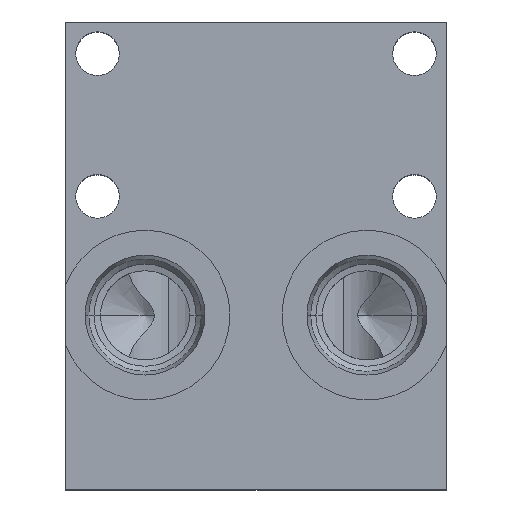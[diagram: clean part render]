
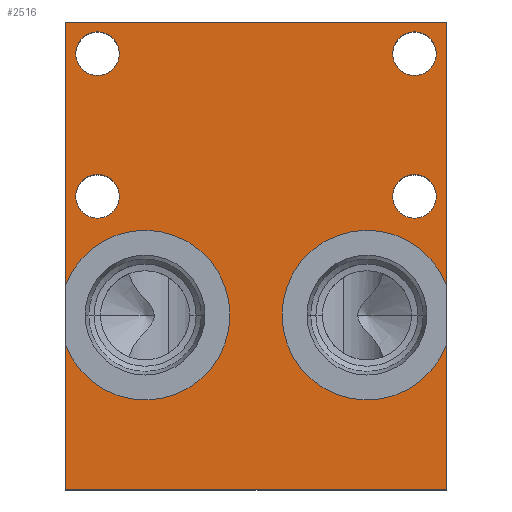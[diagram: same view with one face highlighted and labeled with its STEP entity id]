
A CAD part, top view. The second image highlights one B-rep face of the part: STEP entity #2516.
In plain terms, the highlighted planar face has unit normal (0, 0, 1).
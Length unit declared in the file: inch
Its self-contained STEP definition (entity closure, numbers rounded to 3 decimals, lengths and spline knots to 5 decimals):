
#93=CARTESIAN_POINT('',(0.625,-2.312,1.938));
#94=DIRECTION('',(0.,0.,-1.));
#95=DIRECTION('',(-0.934,0.358,0.));
#96=AXIS2_PLACEMENT_3D('',#93,#94,#95);
#103=DIRECTION('',(0.,1.,0.));
#104=VECTOR('',#103,1.13599);
#105=CARTESIAN_POINT('',(3.,-3.688,1.938));
#106=LINE('',#105,#104);
#107=DIRECTION('',(1.,0.,0.));
#108=VECTOR('',#107,3.);
#109=CARTESIAN_POINT('',(0.,-3.688,1.938));
#110=LINE('',#109,#108);
#111=DIRECTION('',(0.,-1.,0.));
#112=VECTOR('',#111,1.13599);
#113=CARTESIAN_POINT('',(0.,-2.55201,1.938));
#114=LINE('',#113,#112);
#115=DIRECTION('',(0.,-1.,0.));
#116=VECTOR('',#115,2.07199);
#117=CARTESIAN_POINT('',(0.,0.,1.938));
#118=LINE('',#117,#116);
#119=DIRECTION('',(-1.,0.,0.));
#120=VECTOR('',#119,3.);
#121=CARTESIAN_POINT('',(3.,0.,1.938));
#122=LINE('',#121,#120);
#123=DIRECTION('',(0.,1.,0.));
#124=VECTOR('',#123,2.07199);
#125=CARTESIAN_POINT('',(3.,-2.07199,1.938));
#126=LINE('',#125,#124);
#127=CARTESIAN_POINT('',(0.25,-0.25,1.938));
#128=DIRECTION('',(0.,0.,1.));
#129=DIRECTION('',(0.,1.,0.));
#130=AXIS2_PLACEMENT_3D('',#127,#128,#129);
#132=CARTESIAN_POINT('',(0.25,-0.25,1.938));
#133=DIRECTION('',(0.,0.,1.));
#134=DIRECTION('',(0.,-1.,0.));
#135=AXIS2_PLACEMENT_3D('',#132,#133,#134);
#137=CARTESIAN_POINT('',(2.75,-0.25,1.938));
#138=DIRECTION('',(0.,0.,1.));
#139=DIRECTION('',(0.,1.,0.));
#140=AXIS2_PLACEMENT_3D('',#137,#138,#139);
#142=CARTESIAN_POINT('',(2.75,-0.25,1.938));
#143=DIRECTION('',(0.,0.,1.));
#144=DIRECTION('',(0.,-1.,0.));
#145=AXIS2_PLACEMENT_3D('',#142,#143,#144);
#147=CARTESIAN_POINT('',(2.75,-1.375,1.938));
#148=DIRECTION('',(0.,0.,1.));
#149=DIRECTION('',(0.,1.,0.));
#150=AXIS2_PLACEMENT_3D('',#147,#148,#149);
#152=CARTESIAN_POINT('',(2.75,-1.375,1.938));
#153=DIRECTION('',(0.,0.,1.));
#154=DIRECTION('',(0.,-1.,0.));
#155=AXIS2_PLACEMENT_3D('',#152,#153,#154);
#157=CARTESIAN_POINT('',(0.25,-1.375,1.938));
#158=DIRECTION('',(0.,0.,1.));
#159=DIRECTION('',(0.,1.,0.));
#160=AXIS2_PLACEMENT_3D('',#157,#158,#159);
#162=CARTESIAN_POINT('',(0.25,-1.375,1.938));
#163=DIRECTION('',(0.,0.,1.));
#164=DIRECTION('',(0.,-1.,0.));
#165=AXIS2_PLACEMENT_3D('',#162,#163,#164);
#172=CARTESIAN_POINT('',(2.375,-2.312,1.938));
#173=DIRECTION('',(0.,0.,-1.));
#174=DIRECTION('',(0.934,-0.358,0.));
#175=AXIS2_PLACEMENT_3D('',#172,#173,#174);
#2113=CARTESIAN_POINT('',(0.,-3.688,1.938));
#2114=CARTESIAN_POINT('',(3.,-3.688,1.938));
#2115=VERTEX_POINT('',#2113);
#2116=VERTEX_POINT('',#2114);
#2117=CARTESIAN_POINT('',(3.,0.,1.938));
#2118=CARTESIAN_POINT('',(0.,0.,1.938));
#2119=VERTEX_POINT('',#2117);
#2120=VERTEX_POINT('',#2118);
#2141=CARTESIAN_POINT('',(0.,-2.07199,1.938));
#2142=VERTEX_POINT('',#2141);
#2143=CARTESIAN_POINT('',(0.,-2.55201,1.938));
#2144=VERTEX_POINT('',#2143);
#2173=CARTESIAN_POINT('',(3.,-2.07199,1.938));
#2174=VERTEX_POINT('',#2173);
#2175=CARTESIAN_POINT('',(3.,-2.55201,1.938));
#2176=VERTEX_POINT('',#2175);
#2189=CARTESIAN_POINT('',(0.25,-0.078,1.938));
#2190=CARTESIAN_POINT('',(0.25,-0.422,1.938));
#2191=VERTEX_POINT('',#2189);
#2192=VERTEX_POINT('',#2190);
#2197=CARTESIAN_POINT('',(2.75,-0.078,1.938));
#2198=CARTESIAN_POINT('',(2.75,-0.422,1.938));
#2199=VERTEX_POINT('',#2197);
#2200=VERTEX_POINT('',#2198);
#2205=CARTESIAN_POINT('',(2.75,-1.203,1.938));
#2206=CARTESIAN_POINT('',(2.75,-1.547,1.938));
#2207=VERTEX_POINT('',#2205);
#2208=VERTEX_POINT('',#2206);
#2213=CARTESIAN_POINT('',(0.25,-1.203,1.938));
#2214=CARTESIAN_POINT('',(0.25,-1.547,1.938));
#2215=VERTEX_POINT('',#2213);
#2216=VERTEX_POINT('',#2214);
#2472=CARTESIAN_POINT('',(0.,0.,1.938));
#2473=DIRECTION('',(0.,0.,1.));
#2474=DIRECTION('',(1.,0.,0.));
#2475=AXIS2_PLACEMENT_3D('',#2472,#2473,#2474);
#2476=PLANE('',#2475);
#2478=ORIENTED_EDGE('',*,*,#2477,.F.);
#2480=ORIENTED_EDGE('',*,*,#2479,.F.);
#2482=ORIENTED_EDGE('',*,*,#2481,.F.);
#2483=ORIENTED_EDGE('',*,*,#2446,.F.);
#2484=ORIENTED_EDGE('',*,*,#2463,.F.);
#2485=ORIENTED_EDGE('',*,*,#2453,.F.);
#2487=ORIENTED_EDGE('',*,*,#2486,.F.);
#2489=ORIENTED_EDGE('',*,*,#2488,.F.);
#2490=EDGE_LOOP('',(#2478,#2480,#2482,#2483,#2484,#2485,#2487,#2489));
#2491=FACE_OUTER_BOUND('',#2490,.F.);
#2493=ORIENTED_EDGE('',*,*,#2492,.T.);
#2495=ORIENTED_EDGE('',*,*,#2494,.T.);
#2496=EDGE_LOOP('',(#2493,#2495));
#2497=FACE_BOUND('',#2496,.F.);
#2499=ORIENTED_EDGE('',*,*,#2498,.T.);
#2501=ORIENTED_EDGE('',*,*,#2500,.T.);
#2502=EDGE_LOOP('',(#2499,#2501));
#2503=FACE_BOUND('',#2502,.F.);
#2505=ORIENTED_EDGE('',*,*,#2504,.T.);
#2507=ORIENTED_EDGE('',*,*,#2506,.T.);
#2508=EDGE_LOOP('',(#2505,#2507));
#2509=FACE_BOUND('',#2508,.F.);
#2511=ORIENTED_EDGE('',*,*,#2510,.T.);
#2513=ORIENTED_EDGE('',*,*,#2512,.T.);
#2514=EDGE_LOOP('',(#2511,#2513));
#2515=FACE_BOUND('',#2514,.F.);
#2516=ADVANCED_FACE('',(#2491,#2497,#2503,#2509,#2515),#2476,.T.);
#97=CIRCLE('',#96,0.6695);
#131=CIRCLE('',#130,0.172);
#136=CIRCLE('',#135,0.172);
#141=CIRCLE('',#140,0.172);
#146=CIRCLE('',#145,0.172);
#151=CIRCLE('',#150,0.172);
#156=CIRCLE('',#155,0.172);
#161=CIRCLE('',#160,0.172);
#166=CIRCLE('',#165,0.172);
#176=CIRCLE('',#175,0.6695);
#2446=EDGE_CURVE('',#2144,#2115,#114,.T.);
#2453=EDGE_CURVE('',#2120,#2142,#118,.T.);
#2463=EDGE_CURVE('',#2142,#2144,#97,.T.);
#2477=EDGE_CURVE('',#2176,#2174,#176,.T.);
#2479=EDGE_CURVE('',#2116,#2176,#106,.T.);
#2481=EDGE_CURVE('',#2115,#2116,#110,.T.);
#2486=EDGE_CURVE('',#2119,#2120,#122,.T.);
#2488=EDGE_CURVE('',#2174,#2119,#126,.T.);
#2492=EDGE_CURVE('',#2191,#2192,#131,.T.);
#2494=EDGE_CURVE('',#2192,#2191,#136,.T.);
#2498=EDGE_CURVE('',#2199,#2200,#141,.T.);
#2500=EDGE_CURVE('',#2200,#2199,#146,.T.);
#2504=EDGE_CURVE('',#2207,#2208,#151,.T.);
#2506=EDGE_CURVE('',#2208,#2207,#156,.T.);
#2510=EDGE_CURVE('',#2215,#2216,#161,.T.);
#2512=EDGE_CURVE('',#2216,#2215,#166,.T.);
